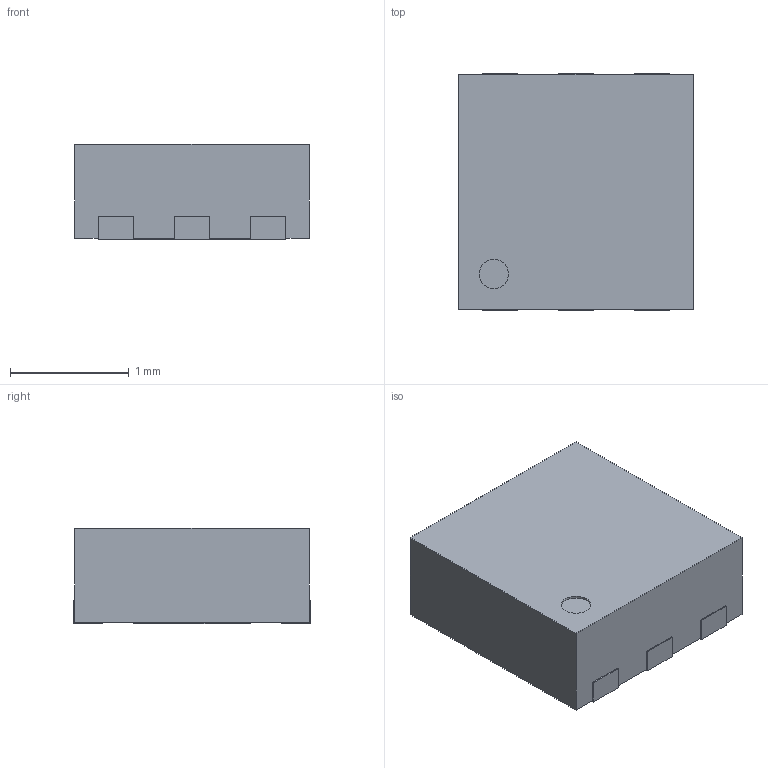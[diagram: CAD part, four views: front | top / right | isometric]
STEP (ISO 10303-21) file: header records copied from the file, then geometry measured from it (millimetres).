
FILE_DESCRIPTION (( 'STEP AP214' ), '1' );
FILE_NAME ('WDFN-6.STEP', '2023-03-30T03:30:54', ( '' ), ( '' ), 'SwSTEP 2.0', 'SolidWorks 2019', '' );
FILE_SCHEMA (( 'AUTOMOTIVE_DESIGN' ));
Length unit declared in the file: millimetre
Products named in the file (1): WDFN-6
Bounding box: 1.98 x 2 x 0.8 mm (x, y, z)
Volume: 3.1 mm3; surface area: 14.3 mm2
Topology: 1 solids, 1 shells, 51 faces, 141 edges, 94 vertices
Faces by surface type: plane 49, cylinder 2
Entity records: 1732 total; most frequent: CARTESIAN_POINT 287, ORIENTED_EDGE 282, DIRECTION 249, EDGE_CURVE 141, VECTOR 137, LINE 137, VERTEX_POINT 94, AXIS2_PLACEMENT_3D 56
